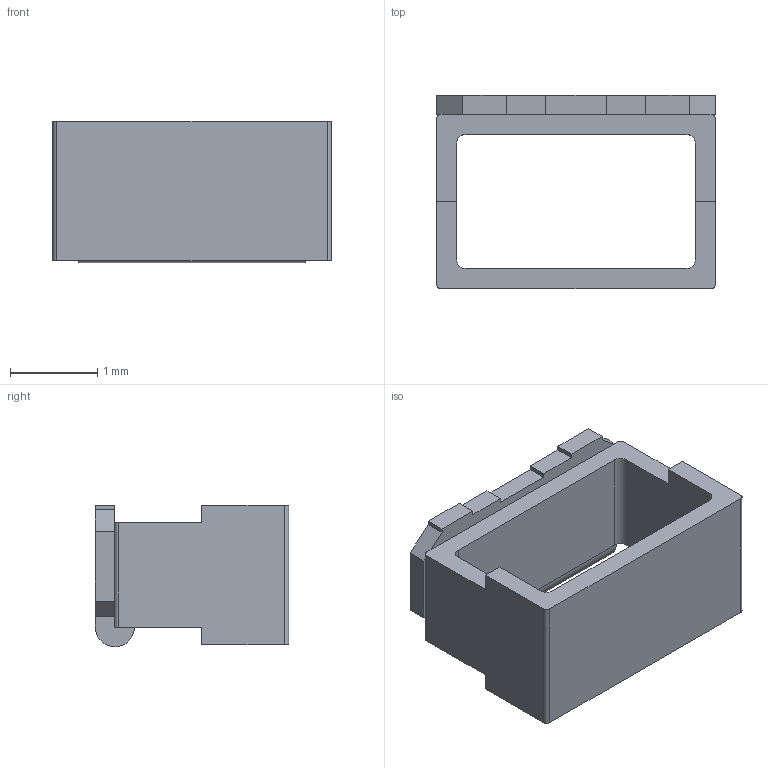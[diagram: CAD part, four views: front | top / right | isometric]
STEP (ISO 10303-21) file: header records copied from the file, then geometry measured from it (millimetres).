
FILE_DESCRIPTION(('STEP AP242'),'1');
FILE_NAME('1625854-4.stp','2022-12-01T14:37:00',('TraceParts'),('TraceParts S.A.'),'Spatial InterOp 3D',' ',' ');
FILE_SCHEMA(('AP242_MANAGED_MODEL_BASED_3D_ENGINEERING_MIM_LF {1 0 10303 442 1 1 4}'));
Length unit declared in the file: millimetre
Products named in the file (1): 1625854-4
Bounding box: 3.2 x 2.22 x 1.62 mm (x, y, z)
Volume: 4.2 mm3; surface area: 34.5 mm2
Topology: 1 solids, 1 shells, 53 faces, 151 edges, 98 vertices
Faces by surface type: plane 43, cylinder 10
Entity records: 1720 total; most frequent: CARTESIAN_POINT 303, ORIENTED_EDGE 302, DIRECTION 279, EDGE_CURVE 151, LINE 131, VECTOR 131, VERTEX_POINT 98, AXIS2_PLACEMENT_3D 74
